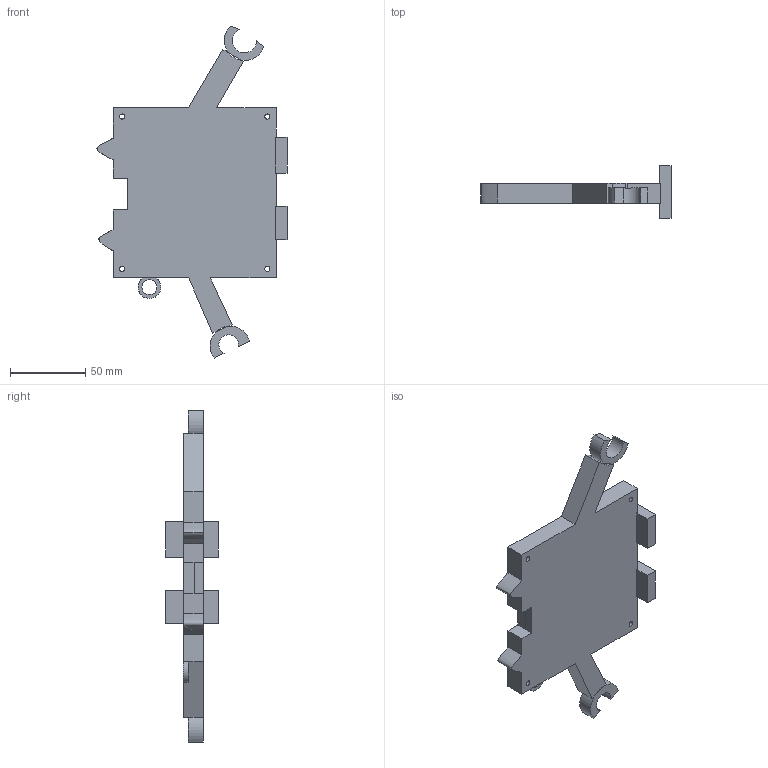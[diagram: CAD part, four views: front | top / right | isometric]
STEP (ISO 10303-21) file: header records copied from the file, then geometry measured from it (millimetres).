
FILE_DESCRIPTION(/* description */ (''),/* implementation_level */ '2;1');
FILE_NAME(/* name */ 'bottomcasing.step',/* time_stamp */ '2025-07-24T00:47:53+08:00',/* author */ (''),/* organization */ (''),/* preprocessor_version */ 'ST-DEVELOPER v20.1',/* originating_system */ 'Autodesk Translation Framework v14.10.0.0',/* authorisation */ '');
FILE_SCHEMA (('AUTOMOTIVE_DESIGN { 1 0 10303 214 3 1 1 }'));
Length unit declared in the file: millimetre
Products named in the file (1): 2025-07-11-00-35-38-407
Bounding box: 126.28 x 35 x 220.6 mm (x, y, z)
Volume: 131502.9 mm3; surface area: 44946 mm2
Topology: 3 solids, 3 shells, 73 faces, 198 edges, 132 vertices
Faces by surface type: plane 55, cylinder 14, bspline 4
Full cylindrical faces by diameter (mm): 3.4 x4, 10 x1, 15 x1
Entity records: 2357 total; most frequent: CARTESIAN_POINT 440, ORIENTED_EDGE 396, DIRECTION 360, EDGE_CURVE 198, LINE 160, VECTOR 160, VERTEX_POINT 132, AXIS2_PLACEMENT_3D 100
